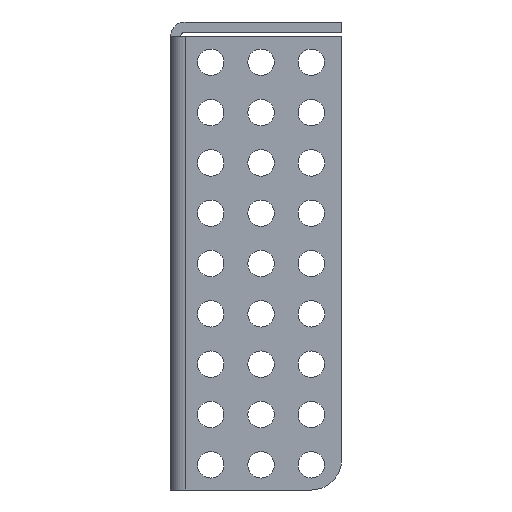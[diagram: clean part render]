
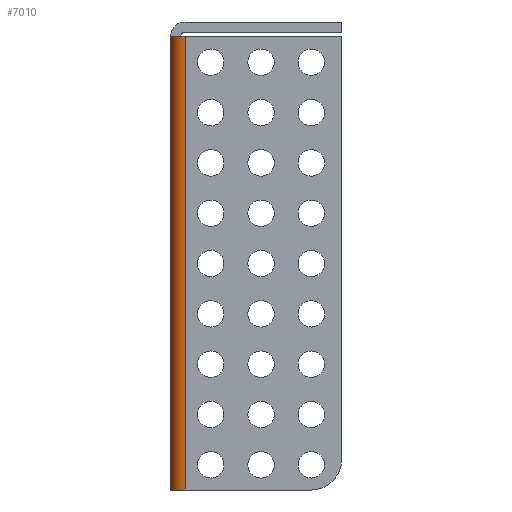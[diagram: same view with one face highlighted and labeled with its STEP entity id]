
A CAD part, left-side view. The second image highlights one B-rep face of the part: STEP entity #7010.
In plain terms, the highlighted cylindrical face has radius 2.337 mm (diameter 4.673 mm), a partial arc.
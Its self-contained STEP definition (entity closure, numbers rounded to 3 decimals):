
#61 = DIRECTION ( 'NONE',  ( 0., 0., -1. ) ) ;
#329 = CIRCLE ( 'NONE', #2262, 2.337 ) ;
#627 = CARTESIAN_POINT ( 'NONE',  ( -70.058, 0., -46.375 ) ) ;
#637 = CARTESIAN_POINT ( 'NONE',  ( -70.058, 0., -46.375 ) ) ;
#757 = ORIENTED_EDGE ( 'NONE', *, *, #7355, .T. ) ;
#964 = EDGE_CURVE ( 'NONE', #5288, #1737, #4487, .T. ) ;
#1200 = CARTESIAN_POINT ( 'NONE',  ( -72.394, -2.337, 25.688 ) ) ;
#1281 = VECTOR ( 'NONE', #6426, 1000. ) ;
#1737 = VERTEX_POINT ( 'NONE', #1200 ) ;
#1795 = LINE ( 'NONE', #627, #3161 ) ;
#2190 = EDGE_CURVE ( 'NONE', #1737, #6231, #329, .T. ) ;
#2262 = AXIS2_PLACEMENT_3D ( 'NONE', #6215, #61, #5692 ) ;
#2996 = CARTESIAN_POINT ( 'NONE',  ( -70.058, -2.337, -46.375 ) ) ;
#3052 = DIRECTION ( 'NONE',  ( -1., 0., 0. ) ) ;
#3061 = ORIENTED_EDGE ( 'NONE', *, *, #2190, .T. ) ;
#3161 = VECTOR ( 'NONE', #6837, 1000. ) ;
#3218 = FACE_OUTER_BOUND ( 'NONE', #5840, .T. ) ;
#4321 = CARTESIAN_POINT ( 'NONE',  ( -72.394, -2.337, -46.375 ) ) ;
#4487 = LINE ( 'NONE', #5736, #1281 ) ;
#4695 = VERTEX_POINT ( 'NONE', #637 ) ;
#4851 = ORIENTED_EDGE ( 'NONE', *, *, #964, .T. ) ;
#5176 = EDGE_CURVE ( 'NONE', #6231, #4695, #1795, .T. ) ;
#5288 = VERTEX_POINT ( 'NONE', #4321 ) ;
#5525 = DIRECTION ( 'NONE',  ( 0., 0., -1. ) ) ;
#5537 = AXIS2_PLACEMENT_3D ( 'NONE', #5689, #5525, #3052 ) ;
#5689 = CARTESIAN_POINT ( 'NONE',  ( -70.058, -2.337, -46.375 ) ) ;
#5692 = DIRECTION ( 'NONE',  ( -1., 0., 0. ) ) ;
#5736 = CARTESIAN_POINT ( 'NONE',  ( -72.394, -2.337, -46.375 ) ) ;
#5840 = EDGE_LOOP ( 'NONE', ( #7730, #757, #4851, #3061 ) ) ;
#6079 = DIRECTION ( 'NONE',  ( -1., 0., 0. ) ) ;
#6215 = CARTESIAN_POINT ( 'NONE',  ( -70.058, -2.337, 25.688 ) ) ;
#6231 = VERTEX_POINT ( 'NONE', #7622 ) ;
#6251 = CYLINDRICAL_SURFACE ( 'NONE', #5537, 2.337 ) ;
#6426 = DIRECTION ( 'NONE',  ( 0., 0., 1. ) ) ;
#6575 = CIRCLE ( 'NONE', #8016, 2.337 ) ;
#6651 = DIRECTION ( 'NONE',  ( 0., 0., 1. ) ) ;
#6837 = DIRECTION ( 'NONE',  ( 0., 0., -1. ) ) ;
#7010 = ADVANCED_FACE ( 'NONE', ( #3218 ), #6251, .T. ) ;
#7355 = EDGE_CURVE ( 'NONE', #4695, #5288, #6575, .T. ) ;
#7622 = CARTESIAN_POINT ( 'NONE',  ( -70.058, 0., 25.688 ) ) ;
#7730 = ORIENTED_EDGE ( 'NONE', *, *, #5176, .T. ) ;
#8016 = AXIS2_PLACEMENT_3D ( 'NONE', #2996, #6651, #6079 ) ;
